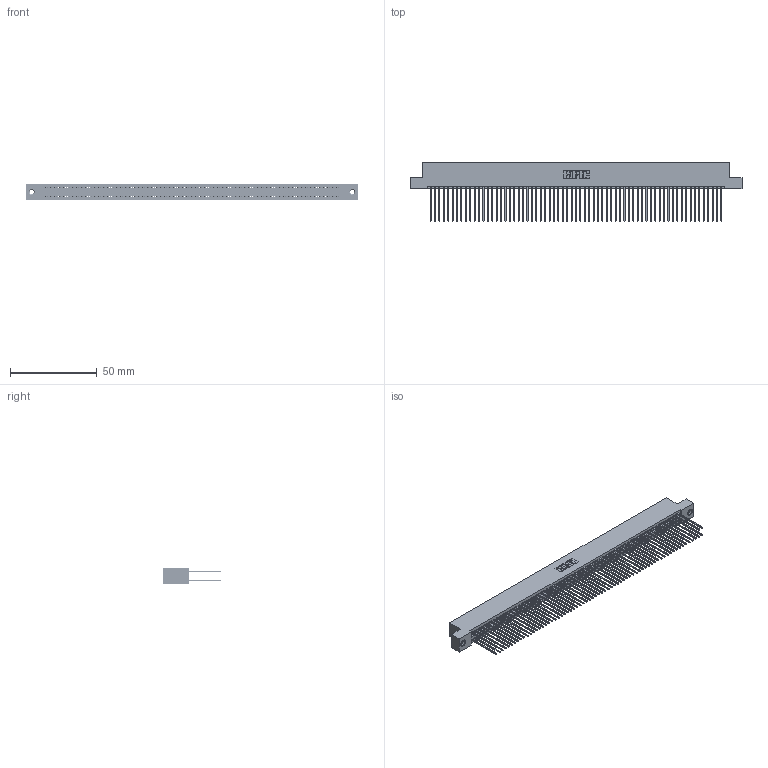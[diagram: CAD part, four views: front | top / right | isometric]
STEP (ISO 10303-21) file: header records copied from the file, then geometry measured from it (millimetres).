
FILE_DESCRIPTION (( 'STEP AP203' ), '1' );
FILE_NAME ('345-134-541-207.STEP', '2018-10-20T09:17:28', ( '' ), ( '' ), 'SwSTEP 2.0', 'SolidWorks 2016', '' );
FILE_SCHEMA (( 'CONFIG_CONTROL_DESIGN' ));
Length unit declared in the file: inch
Products named in the file (4): 345-134-541-207; 345-250-001_345-250-005-103; 345-292-001_345-293-141; 345 Part_Flush Mounting Lugs - 0.156 Dia-TI
Assembly tree (137 placements, depth 2):
  345-134-541-207
    345 Part_Flush Mounting Lugs - 0.156 Dia-TI
    345-292-001_345-293-141  x134
    345-250-001_345-250-005-103  x2
Bounding box: 191.39 x 33.96 x 9.4 mm (x, y, z)
Volume: 19579 mm3; surface area: 33067.1 mm2
Topology: 137 solids, 137 shells, 6886 faces, 20443 edges, 13442 vertices
Faces by surface type: plane 4534, cylinder 2336, cone 12, torus 4
Entity records: 50408 total; most frequent: CARTESIAN_POINT 8407, ORIENTED_EDGE 8334, DIRECTION 7409, EDGE_CURVE 4167, VECTOR 3747, LINE 3747, VERTEX_POINT 2772, AXIS2_PLACEMENT_3D 1831
